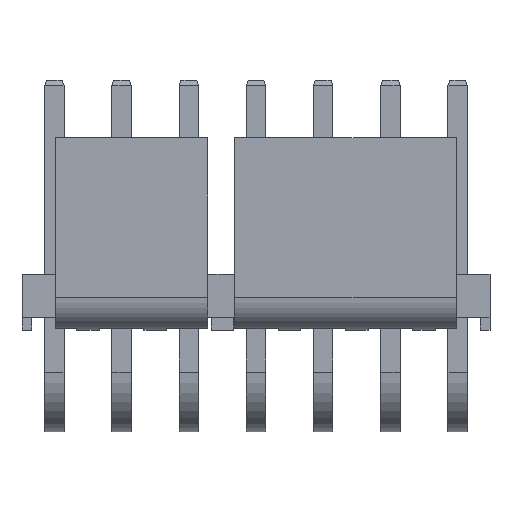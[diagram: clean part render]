
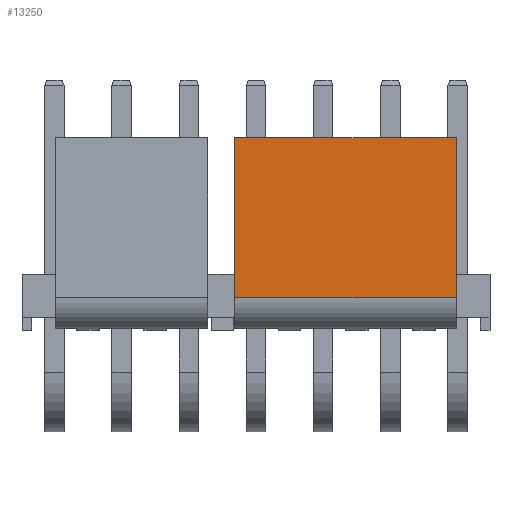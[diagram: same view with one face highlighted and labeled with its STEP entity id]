
A CAD part, top view. The second image highlights one B-rep face of the part: STEP entity #13250.
In plain terms, the highlighted planar face has unit normal (0, 0, 1).
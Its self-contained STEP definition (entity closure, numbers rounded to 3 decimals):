
#2031 = PLANE('',#2032);
#2032 = AXIS2_PLACEMENT_3D('',#2033,#2034,#2035);
#2033 = CARTESIAN_POINT('',(23.685,19.345,10.01));
#2034 = DIRECTION('',(-1.,0.,0.));
#2035 = DIRECTION('',(0.,-1.,0.));
#2421 = PLANE('',#2422);
#2422 = AXIS2_PLACEMENT_3D('',#2423,#2424,#2425);
#2423 = CARTESIAN_POINT('',(10.617,4.715,10.01));
#2424 = DIRECTION('',(1.,0.,0.));
#2425 = DIRECTION('',(0.,1.,0.));
#6778 = EDGE_CURVE('',#6779,#6781,#6783,.T.);
#6779 = VERTEX_POINT('',#6780);
#6780 = CARTESIAN_POINT('',(10.617,7.32,10.01));
#6781 = VERTEX_POINT('',#6782);
#6782 = CARTESIAN_POINT('',(10.617,16.74,10.01));
#6783 = SURFACE_CURVE('',#6784,(#6788,#6795),.PCURVE_S1.);
#6784 = LINE('',#6785,#6786);
#6785 = CARTESIAN_POINT('',(10.617,4.715,10.01));
#6786 = VECTOR('',#6787,1.);
#6787 = DIRECTION('',(0.,1.,0.));
#6788 = PCURVE('',#2421,#6789);
#6789 = DEFINITIONAL_REPRESENTATION('',(#6790),#6794);
#6790 = LINE('',#6791,#6792);
#6791 = CARTESIAN_POINT('',(0.,0.));
#6792 = VECTOR('',#6793,1.);
#6793 = DIRECTION('',(1.,0.));
#6794 = ( GEOMETRIC_REPRESENTATION_CONTEXT(2)
PARAMETRIC_REPRESENTATION_CONTEXT() REPRESENTATION_CONTEXT('2D SPACE',''
) );
#6795 = PCURVE('',#6796,#6801);
#6796 = PLANE('',#6797);
#6797 = AXIS2_PLACEMENT_3D('',#6798,#6799,#6800);
#6798 = CARTESIAN_POINT('',(25.665,16.74,10.01));
#6799 = DIRECTION('',(0.,0.,1.));
#6800 = DIRECTION('',(0.,-1.,0.));
#6801 = DEFINITIONAL_REPRESENTATION('',(#6802),#6806);
#6802 = LINE('',#6803,#6804);
#6803 = CARTESIAN_POINT('',(12.025,-15.048));
#6804 = VECTOR('',#6805,1.);
#6805 = DIRECTION('',(-1.,0.));
#6806 = ( GEOMETRIC_REPRESENTATION_CONTEXT(2)
PARAMETRIC_REPRESENTATION_CONTEXT() REPRESENTATION_CONTEXT('2D SPACE',''
) );
#6825 = CYLINDRICAL_SURFACE('',#6826,1.948);
#6826 = AXIS2_PLACEMENT_3D('',#6827,#6828,#6829);
#6827 = CARTESIAN_POINT('',(25.665,7.357,8.063));
#6828 = DIRECTION('',(1.,0.,0.));
#6829 = DIRECTION('',(0.,-0.019,
1.));
#7057 = PLANE('',#7058);
#7058 = AXIS2_PLACEMENT_3D('',#7059,#7060,#7061);
#7059 = CARTESIAN_POINT('',(25.665,16.74,9.24));
#7060 = DIRECTION('',(0.,1.,0.));
#7061 = DIRECTION('',(0.,0.,1.));
#7611 = EDGE_CURVE('',#7612,#7614,#7616,.T.);
#7612 = VERTEX_POINT('',#7613);
#7613 = CARTESIAN_POINT('',(23.685,16.74,10.01));
#7614 = VERTEX_POINT('',#7615);
#7615 = CARTESIAN_POINT('',(23.685,7.32,10.01));
#7616 = SURFACE_CURVE('',#7617,(#7621,#7628),.PCURVE_S1.);
#7617 = LINE('',#7618,#7619);
#7618 = CARTESIAN_POINT('',(23.685,19.345,10.01));
#7619 = VECTOR('',#7620,1.);
#7620 = DIRECTION('',(0.,-1.,0.));
#7621 = PCURVE('',#2031,#7622);
#7622 = DEFINITIONAL_REPRESENTATION('',(#7623),#7627);
#7623 = LINE('',#7624,#7625);
#7624 = CARTESIAN_POINT('',(0.,0.));
#7625 = VECTOR('',#7626,1.);
#7626 = DIRECTION('',(1.,0.));
#7627 = ( GEOMETRIC_REPRESENTATION_CONTEXT(2)
PARAMETRIC_REPRESENTATION_CONTEXT() REPRESENTATION_CONTEXT('2D SPACE',''
) );
#7628 = PCURVE('',#6796,#7629);
#7629 = DEFINITIONAL_REPRESENTATION('',(#7630),#7634);
#7630 = LINE('',#7631,#7632);
#7631 = CARTESIAN_POINT('',(-2.605,-1.98));
#7632 = VECTOR('',#7633,1.);
#7633 = DIRECTION('',(1.,0.));
#7634 = ( GEOMETRIC_REPRESENTATION_CONTEXT(2)
PARAMETRIC_REPRESENTATION_CONTEXT() REPRESENTATION_CONTEXT('2D SPACE',''
) );
#13250 = ADVANCED_FACE('',(#13251),#6796,.T.);
#13251 = FACE_BOUND('',#13252,.T.);
#13252 = EDGE_LOOP('',(#13253,#13254,#13275,#13276));
#13253 = ORIENTED_EDGE('',*,*,#7611,.F.);
#13254 = ORIENTED_EDGE('',*,*,#13255,.T.);
#13255 = EDGE_CURVE('',#7612,#6781,#13256,.T.);
#13256 = SURFACE_CURVE('',#13257,(#13261,#13268),.PCURVE_S1.);
#13257 = LINE('',#13258,#13259);
#13258 = CARTESIAN_POINT('',(25.665,16.74,10.01));
#13259 = VECTOR('',#13260,1.);
#13260 = DIRECTION('',(-1.,0.,0.));
#13261 = PCURVE('',#6796,#13262);
#13262 = DEFINITIONAL_REPRESENTATION('',(#13263),#13267);
#13263 = LINE('',#13264,#13265);
#13264 = CARTESIAN_POINT('',(0.,0.));
#13265 = VECTOR('',#13266,1.);
#13266 = DIRECTION('',(0.,-1.));
#13267 = ( GEOMETRIC_REPRESENTATION_CONTEXT(2)
PARAMETRIC_REPRESENTATION_CONTEXT() REPRESENTATION_CONTEXT('2D SPACE',''
) );
#13268 = PCURVE('',#7057,#13269);
#13269 = DEFINITIONAL_REPRESENTATION('',(#13270),#13274);
#13270 = LINE('',#13271,#13272);
#13271 = CARTESIAN_POINT('',(0.77,0.));
#13272 = VECTOR('',#13273,1.);
#13273 = DIRECTION('',(0.,-1.));
#13274 = ( GEOMETRIC_REPRESENTATION_CONTEXT(2)
PARAMETRIC_REPRESENTATION_CONTEXT() REPRESENTATION_CONTEXT('2D SPACE',''
) );
#13275 = ORIENTED_EDGE('',*,*,#6778,.F.);
#13276 = ORIENTED_EDGE('',*,*,#13277,.F.);
#13277 = EDGE_CURVE('',#7614,#6779,#13278,.T.);
#13278 = SURFACE_CURVE('',#13279,(#13283,#13290),.PCURVE_S1.);
#13279 = LINE('',#13280,#13281);
#13280 = CARTESIAN_POINT('',(25.665,7.32,10.01));
#13281 = VECTOR('',#13282,1.);
#13282 = DIRECTION('',(-1.,0.,0.));
#13283 = PCURVE('',#6796,#13284);
#13284 = DEFINITIONAL_REPRESENTATION('',(#13285),#13289);
#13285 = LINE('',#13286,#13287);
#13286 = CARTESIAN_POINT('',(9.42,0.));
#13287 = VECTOR('',#13288,1.);
#13288 = DIRECTION('',(0.,-1.));
#13289 = ( GEOMETRIC_REPRESENTATION_CONTEXT(2)
PARAMETRIC_REPRESENTATION_CONTEXT() REPRESENTATION_CONTEXT('2D SPACE',''
) );
#13290 = PCURVE('',#6825,#13291);
#13291 = DEFINITIONAL_REPRESENTATION('',(#13292),#13296);
#13292 = LINE('',#13293,#13294);
#13293 = CARTESIAN_POINT('',(0.,0.));
#13294 = VECTOR('',#13295,1.);
#13295 = DIRECTION('',(0.,-1.));
#13296 = ( GEOMETRIC_REPRESENTATION_CONTEXT(2)
PARAMETRIC_REPRESENTATION_CONTEXT() REPRESENTATION_CONTEXT('2D SPACE',''
) );
